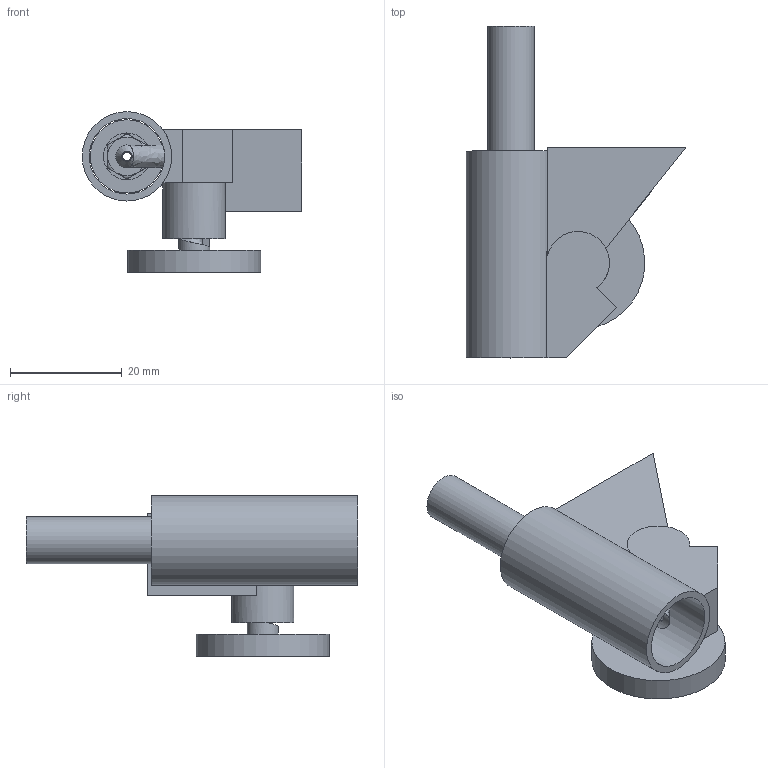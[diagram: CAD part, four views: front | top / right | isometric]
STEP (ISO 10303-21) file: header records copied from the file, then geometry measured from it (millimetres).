
FILE_DESCRIPTION(/* description */ (''),/* implementation_level */ '2;1');
FILE_NAME(/* name */ 'hho spray welder clear test rig (v8~recovered).step',/* time_stamp */ '2024-09-17T19:17:25-07:00',/* author */ (''),/* organization */ (''),/* preprocessor_version */ 'ST-DEVELOPER v20',/* originating_system */ 'Autodesk Translation Framework v13.14.0.145',/* authorisation */ '');
FILE_SCHEMA (('AUTOMOTIVE_DESIGN { 1 0 10303 214 3 1 1 }'));
Length unit declared in the file: millimetre
Products named in the file (8): hho spray welder clear test rig (v8~recovered); Component1; hho spray welder v2_hho tube; hho spray welder v2_3695N124_3D Printer Nozzle; body tube; sleive for torch head; dispenser ube; powder dispenser body
Assembly tree (7 placements, depth 2):
  hho spray welder clear test rig (v8~recovered)
    Component1
    hho spray welder v2_hho tube
    hho spray welder v2_3695N124_3D Printer Nozzle
    body tube
    sleive for torch head
    dispenser ube
    powder dispenser body
Bounding box: 39.28 x 59.35 x 28.75 mm (x, y, z)
Volume: 11616.6 mm3; surface area: 12331.9 mm2
Topology: 8 solids, 8 shells, 156 faces, 418 edges, 280 vertices
Faces by surface type: cylinder 73, plane 47, bspline 21, cone 12, torus 3
Full cylindrical faces by diameter (mm): 1.5 x6, 2 x3, 4 x1, 4.701 x5, 5.035 x5, 5.6 x5, 5.859 x1, 6 x4, 6.147 x2, 6.5 x1, 8.36 x1, 11.173 x1, 13.1 x1, 13.5 x1, 16 x1, 23.84 x1
Entity records: 10827 total; most frequent: CARTESIAN_POINT 6963, ORIENTED_EDGE 826, DIRECTION 643, EDGE_CURVE 413, VERTEX_POINT 280, AXIS2_PLACEMENT_3D 251, EDGE_LOOP 181, B_SPLINE_CURVE_WITH_KNOTS 171
